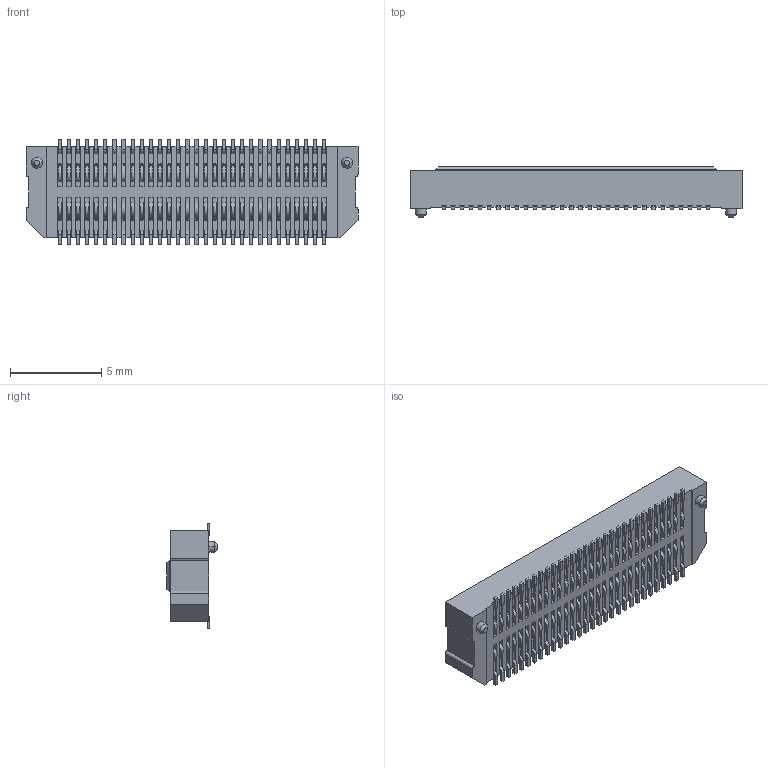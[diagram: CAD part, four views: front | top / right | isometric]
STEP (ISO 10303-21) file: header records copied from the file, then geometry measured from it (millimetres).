
FILE_DESCRIPTION((''),'2;1');
FILE_NAME('FBB05017-F_ASM','2026-01-27T17:12:23',('gongchengVV'),(''),'CREO PARAMETRIC BY PTC INC, 2020033','CREO PARAMETRIC BY PTC INC, 2020033','');
FILE_SCHEMA(('CONFIG_CONTROL_DESIGN'));
Products named in the file (1): FBB05017-F_ASM
Bounding box: 18.2 x 2.75 x 5.8 mm (x, y, z)
Volume: 141.2 mm3; surface area: 644.9 mm2
Topology: 1 solids, 1 shells, 2511 faces, 7294 edges, 4758 vertices
Faces by surface type: plane 1959, cylinder 428, extrusion 120, cone 4
Entity records: 84514 total; most frequent: CARTESIAN_POINT 17563, ORIENTED_EDGE 14588, DIRECTION 12816, EDGE_CURVE 7294, VECTOR 6314, LINE 6194, VERTEX_POINT 4758, AXIS2_PLACEMENT_3D 3251
